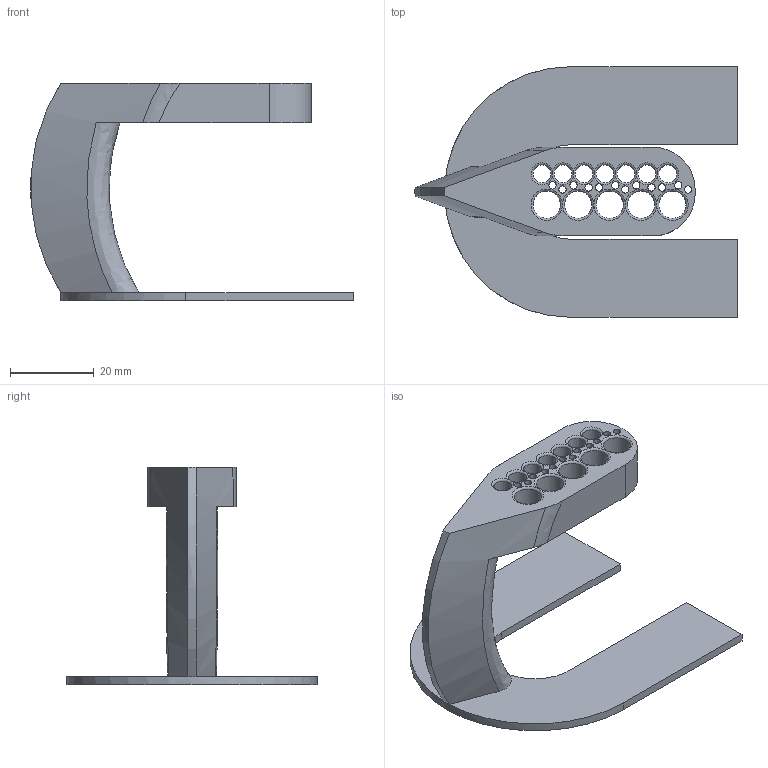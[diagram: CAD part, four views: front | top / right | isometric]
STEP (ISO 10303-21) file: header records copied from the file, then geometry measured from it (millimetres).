
FILE_DESCRIPTION(/* description */ (''),/* implementation_level */ '2;1');
FILE_NAME(/* name */ 'electrode_holder_rev_B_v2.step',/* time_stamp */ '2025-05-20T17:37:01-04:00',/* author */ (''),/* organization */ (''),/* preprocessor_version */ 'ST-DEVELOPER v20.1',/* originating_system */ 'Autodesk Translation Framework v14.4.0.0',/* authorisation */ '');
FILE_SCHEMA (('AUTOMOTIVE_DESIGN { 1 0 10303 214 3 1 1 }'));
Length unit declared in the file: millimetre
Products named in the file (1): electrode holder rev B
Bounding box: 77.06 x 59.75 x 52 mm (x, y, z)
Volume: 18372 mm3; surface area: 13037.5 mm2
Topology: 1 solids, 1 shells, 62 faces, 192 edges, 120 vertices
Faces by surface type: cylinder 29, plane 13, torus 12, bspline 8
Full cylindrical faces by diameter (mm): 1.75 x12, 4.25 x7, 6.5 x5
Entity records: 2605 total; most frequent: CARTESIAN_POINT 774, ORIENTED_EDGE 384, DIRECTION 374, EDGE_CURVE 192, AXIS2_PLACEMENT_3D 158, VERTEX_POINT 120, CIRCLE 103, EDGE_LOOP 98
